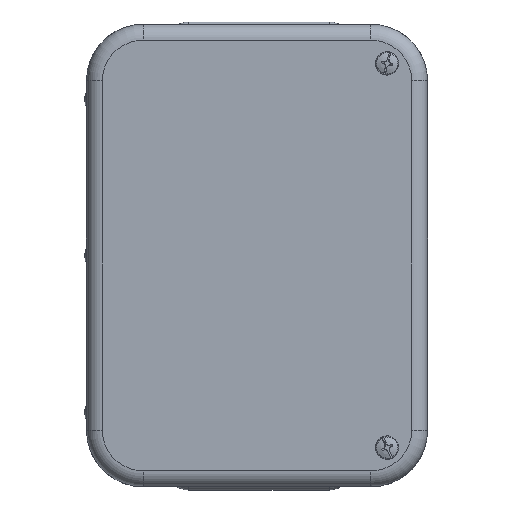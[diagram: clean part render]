
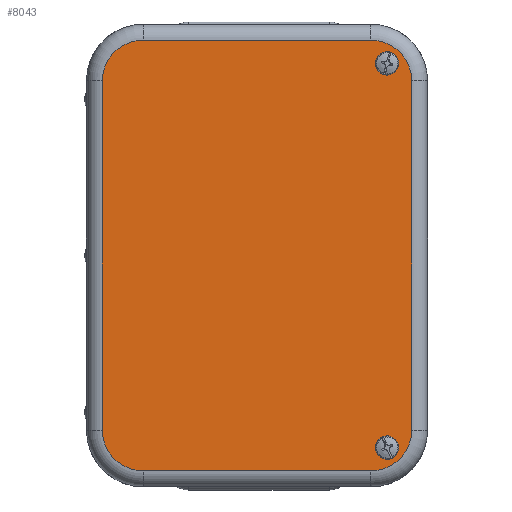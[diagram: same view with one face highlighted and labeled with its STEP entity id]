
A CAD part, top view. The second image highlights one B-rep face of the part: STEP entity #8043.
In plain terms, the highlighted planar face has unit normal (0, 0, 1).
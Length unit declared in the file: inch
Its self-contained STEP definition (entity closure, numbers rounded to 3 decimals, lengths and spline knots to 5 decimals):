
#645=LINE($,#15238,#1119);
#647=LINE($,#15258,#1121);
#650=LINE($,#15265,#1124);
#652=LINE($,#15280,#1126);
#1119=VECTOR($,#11211,3.638);
#1121=VECTOR($,#11235,5.58);
#1124=VECTOR($,#11242,5.58);
#1126=VECTOR($,#11262,3.638);
#1323=PLANE($,#8990);
#1553=FACE_BOUND($,#2888,.T.);
#1554=FACE_BOUND($,#2889,.T.);
#2213=FACE_OUTER_BOUND($,#2887,.T.);
#2887=EDGE_LOOP($,(#7130,#7131,#7132,#7133,#7134,#7135,#7136,#7137));
#2888=EDGE_LOOP($,(#7138));
#2889=EDGE_LOOP($,(#7139));
#3455=CIRCLE($,#8916,0.117);
#3457=CIRCLE($,#8919,0.117);
#3479=CIRCLE($,#8965,0.65);
#3483=CIRCLE($,#8970,0.65);
#3487=CIRCLE($,#8977,0.65);
#3491=CIRCLE($,#8982,0.65);
#4173=VERTEX_POINT($,#15144);
#4175=VERTEX_POINT($,#15149);
#4204=VERTEX_POINT($,#15235);
#4205=VERTEX_POINT($,#15237);
#4208=VERTEX_POINT($,#15244);
#4209=VERTEX_POINT($,#15249);
#4212=VERTEX_POINT($,#15256);
#4213=VERTEX_POINT($,#15261);
#4216=VERTEX_POINT($,#15268);
#4217=VERTEX_POINT($,#15273);
#5169=EDGE_CURVE($,#4173,#4173,#3455,.T.);
#5171=EDGE_CURVE($,#4175,#4175,#3457,.T.);
#5212=EDGE_CURVE($,#4204,#4205,#645,.T.);
#5216=EDGE_CURVE($,#4208,#4204,#3479,.T.);
#5220=EDGE_CURVE($,#4205,#4209,#3483,.T.);
#5222=EDGE_CURVE($,#4212,#4208,#647,.T.);
#5226=EDGE_CURVE($,#4209,#4213,#650,.T.);
#5228=EDGE_CURVE($,#4216,#4212,#3487,.T.);
#5232=EDGE_CURVE($,#4213,#4217,#3491,.T.);
#5234=EDGE_CURVE($,#4217,#4216,#652,.T.);
#7130=ORIENTED_EDGE($,*,*,#5212,.F.);
#7131=ORIENTED_EDGE($,*,*,#5216,.F.);
#7132=ORIENTED_EDGE($,*,*,#5222,.F.);
#7133=ORIENTED_EDGE($,*,*,#5228,.F.);
#7134=ORIENTED_EDGE($,*,*,#5234,.F.);
#7135=ORIENTED_EDGE($,*,*,#5232,.F.);
#7136=ORIENTED_EDGE($,*,*,#5226,.F.);
#7137=ORIENTED_EDGE($,*,*,#5220,.F.);
#7138=ORIENTED_EDGE($,*,*,#5169,.T.);
#7139=ORIENTED_EDGE($,*,*,#5171,.T.);
#8043=ADVANCED_FACE($,(#2213,#1553,#1554),#1323,.T.);
#8916=AXIS2_PLACEMENT_3D($,#15145,#11104,#11105);
#8919=AXIS2_PLACEMENT_3D($,#15150,#11110,#11111);
#8965=AXIS2_PLACEMENT_3D($,#15246,#11219,#11220);
#8970=AXIS2_PLACEMENT_3D($,#15253,#11229,#11230);
#8977=AXIS2_PLACEMENT_3D($,#15270,#11247,#11248);
#8982=AXIS2_PLACEMENT_3D($,#15277,#11257,#11258);
#8990=AXIS2_PLACEMENT_3D($,#15299,#11282,#11283);
#11104=DIRECTION('center_axis',(0.,0.,-1.));
#11105=DIRECTION('ref_axis',(1.,0.,0.));
#11110=DIRECTION('center_axis',(0.,0.,-1.));
#11111=DIRECTION('ref_axis',(1.,0.,0.));
#11211=DIRECTION($,(1.,0.,0.));
#11219=DIRECTION('center_axis',(0.,0.,-1.));
#11220=DIRECTION('ref_axis',(-0.707,0.707,0.));
#11229=DIRECTION('center_axis',(0.,0.,-1.));
#11230=DIRECTION('ref_axis',(0.707,0.707,0.));
#11235=DIRECTION($,(0.,1.,0.));
#11242=DIRECTION($,(0.,-1.,0.));
#11247=DIRECTION('center_axis',(0.,0.,-1.));
#11248=DIRECTION('ref_axis',(-0.707,-0.707,0.));
#11257=DIRECTION('center_axis',(0.,0.,-1.));
#11258=DIRECTION('ref_axis',(0.707,-0.707,0.));
#11262=DIRECTION($,(-1.,0.,0.));
#11282=DIRECTION('center_axis',(0.,0.,1.));
#11283=DIRECTION('ref_axis',(1.,0.,0.));
#15144=CARTESIAN_POINT('',(2.1951,-3.0685,0.765));
#15145=CARTESIAN_POINT('Origin',(2.0781,-3.0685,0.765));
#15149=CARTESIAN_POINT('',(2.1951,3.0685,0.765));
#15150=CARTESIAN_POINT('Origin',(2.0781,3.0685,0.765));
#15235=CARTESIAN_POINT('',(-1.819,3.44,0.765));
#15237=CARTESIAN_POINT('',(1.819,3.44,0.765));
#15238=CARTESIAN_POINT($,(-1.819,3.44,0.765));
#15244=CARTESIAN_POINT('',(-2.469,2.79,0.765));
#15246=CARTESIAN_POINT('Origin',(-1.819,2.79,0.765));
#15249=CARTESIAN_POINT('',(2.469,2.79,0.765));
#15253=CARTESIAN_POINT('Origin',(1.819,2.79,0.765));
#15256=CARTESIAN_POINT('',(-2.469,-2.79,0.765));
#15258=CARTESIAN_POINT($,(-2.469,-2.79,0.765));
#15261=CARTESIAN_POINT('',(2.469,-2.79,0.765));
#15265=CARTESIAN_POINT($,(2.469,2.79,0.765));
#15268=CARTESIAN_POINT('',(-1.819,-3.44,0.765));
#15270=CARTESIAN_POINT('Origin',(-1.819,-2.79,0.765));
#15273=CARTESIAN_POINT('',(1.819,-3.44,0.765));
#15277=CARTESIAN_POINT('Origin',(1.819,-2.79,0.765));
#15280=CARTESIAN_POINT($,(1.819,-3.44,0.765));
#15299=CARTESIAN_POINT('Origin',(0.,0.,0.765));
